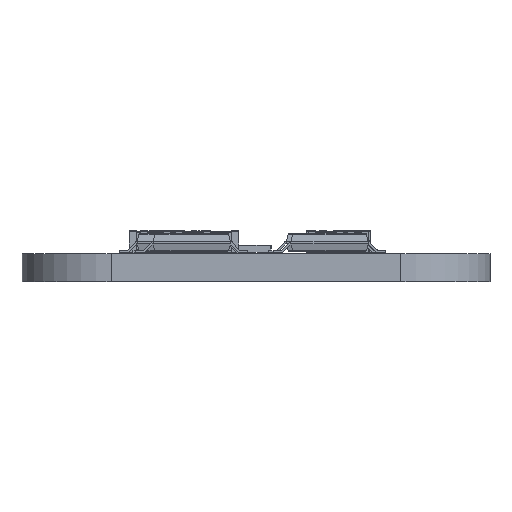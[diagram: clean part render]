
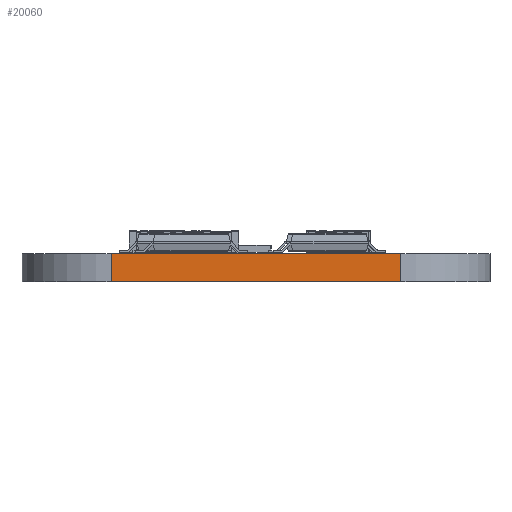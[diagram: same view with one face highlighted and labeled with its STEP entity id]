
A CAD part, front view. The second image highlights one B-rep face of the part: STEP entity #20060.
In plain terms, the highlighted planar face has unit normal (0, -1, 0).
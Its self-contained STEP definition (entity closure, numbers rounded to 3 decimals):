
#19140 = VERTEX_POINT('',#19141);
#19141 = CARTESIAN_POINT('',(3.175,-43.815,0.));
#19148 = EDGE_CURVE('',#19149,#19140,#19151,.T.);
#19149 = VERTEX_POINT('',#19150);
#19150 = CARTESIAN_POINT('',(19.685,-43.815,0.));
#19151 = LINE('',#19152,#19153);
#19152 = CARTESIAN_POINT('',(19.685,-43.815,0.));
#19153 = VECTOR('',#19154,1.);
#19154 = DIRECTION('',(-1.,0.,0.));
#19561 = VERTEX_POINT('',#19562);
#19562 = CARTESIAN_POINT('',(3.175,-43.815,1.6));
#19569 = EDGE_CURVE('',#19570,#19561,#19572,.T.);
#19570 = VERTEX_POINT('',#19571);
#19571 = CARTESIAN_POINT('',(19.685,-43.815,1.6));
#19572 = LINE('',#19573,#19574);
#19573 = CARTESIAN_POINT('',(19.685,-43.815,1.6));
#19574 = VECTOR('',#19575,1.);
#19575 = DIRECTION('',(-1.,0.,0.));
#20030 = EDGE_CURVE('',#19140,#19561,#20031,.T.);
#20031 = LINE('',#20032,#20033);
#20032 = CARTESIAN_POINT('',(3.175,-43.815,0.));
#20033 = VECTOR('',#20034,1.);
#20034 = DIRECTION('',(0.,0.,1.));
#20049 = EDGE_CURVE('',#19149,#19570,#20050,.T.);
#20050 = LINE('',#20051,#20052);
#20051 = CARTESIAN_POINT('',(19.685,-43.815,0.));
#20052 = VECTOR('',#20053,1.);
#20053 = DIRECTION('',(0.,0.,1.));
#20060 = ADVANCED_FACE('',(#20061),#20067,.T.);
#20061 = FACE_BOUND('',#20062,.T.);
#20062 = EDGE_LOOP('',(#20063,#20064,#20065,#20066));
#20063 = ORIENTED_EDGE('',*,*,#20049,.T.);
#20064 = ORIENTED_EDGE('',*,*,#19569,.T.);
#20065 = ORIENTED_EDGE('',*,*,#20030,.F.);
#20066 = ORIENTED_EDGE('',*,*,#19148,.F.);
#20067 = PLANE('',#20068);
#20068 = AXIS2_PLACEMENT_3D('',#20069,#20070,#20071);
#20069 = CARTESIAN_POINT('',(19.685,-43.815,0.));
#20070 = DIRECTION('',(0.,-1.,0.));
#20071 = DIRECTION('',(-1.,0.,0.));
